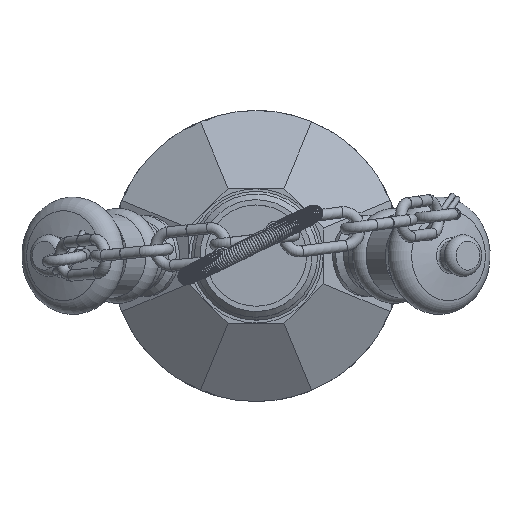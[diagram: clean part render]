
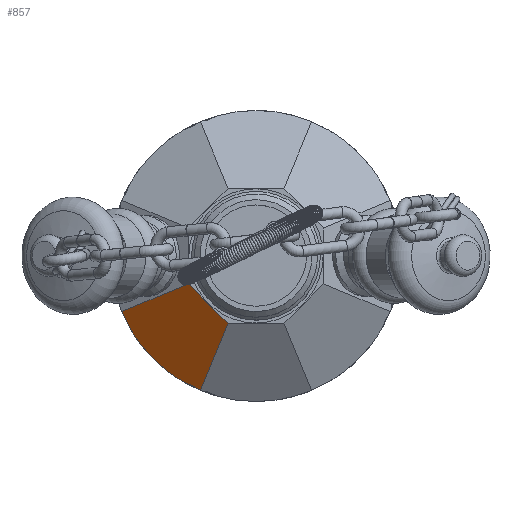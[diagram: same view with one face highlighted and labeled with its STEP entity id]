
A CAD part, top view. The second image highlights one B-rep face of the part: STEP entity #857.
In plain terms, the highlighted planar face has unit normal (-0.406, -0.406, 0.819).
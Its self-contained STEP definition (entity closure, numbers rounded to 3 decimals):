
#392=CARTESIAN_POINT('',(-12.052,-4.992,35.0));
#393=VERTEX_POINT('',#392);
#394=CARTESIAN_POINT('',(-4.992,-12.052,35.0));
#395=VERTEX_POINT('',#394);
#396=CARTESIAN_POINT('',(-12.052,-4.992,35.0));
#397=DIRECTION('',(0.707,-0.707,0.0));
#398=VECTOR('',#397,9.985);
#399=LINE('',#396,#398);
#400=EDGE_CURVE('',#393,#395,#399,.T.);
#826=CARTESIAN_POINT('',(40.644,-11.358,57.94));
#827=DIRECTION('',(0.406,0.406,-0.819));
#828=DIRECTION('',(-0.896,0.0,-0.444));
#829=AXIS2_PLACEMENT_3D('',#826,#827,#828);
#830=PLANE('',#829);
#831=CARTESIAN_POINT('',(-9.95,-24.021,26.62));
#832=VERTEX_POINT('',#831);
#833=CARTESIAN_POINT('',(-4.992,-12.052,35.0));
#834=DIRECTION('',(-0.321,-0.776,-0.543));
#835=VECTOR('',#834,15.429);
#836=LINE('',#833,#835);
#837=EDGE_CURVE('',#395,#832,#836,.T.);
#838=ORIENTED_EDGE('',*,*,#837,.F.);
#839=ORIENTED_EDGE('',*,*,#400,.F.);
#840=CARTESIAN_POINT('',(-24.021,-9.95,26.62));
#841=VERTEX_POINT('',#840);
#842=CARTESIAN_POINT('',(-24.021,-9.95,26.62));
#843=DIRECTION('',(0.776,0.321,0.543));
#844=VECTOR('',#843,15.429);
#845=LINE('',#842,#844);
#846=EDGE_CURVE('',#841,#393,#845,.T.);
#847=ORIENTED_EDGE('',*,*,#846,.F.);
#848=CARTESIAN_POINT('',(0.0,0.0,43.439));
#849=DIRECTION('',(0.406,0.406,-0.819));
#850=DIRECTION('',(-0.579,-0.579,-0.574));
#851=AXIS2_PLACEMENT_3D('',#848,#849,#850);
#852=ELLIPSE('',#851,31.74,26.);
#853=EDGE_CURVE('',#832,#841,#852,.T.);
#854=ORIENTED_EDGE('',*,*,#853,.F.);
#855=EDGE_LOOP('',(#838,#839,#847,#854));
#856=FACE_OUTER_BOUND('',#855,.T.);
#857=ADVANCED_FACE('',(#856),#830,.F.);
